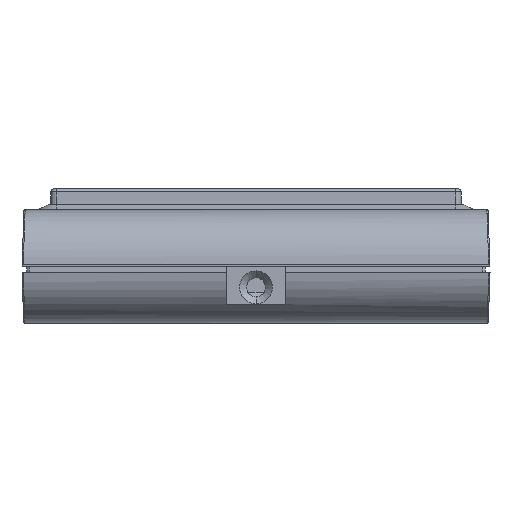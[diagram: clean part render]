
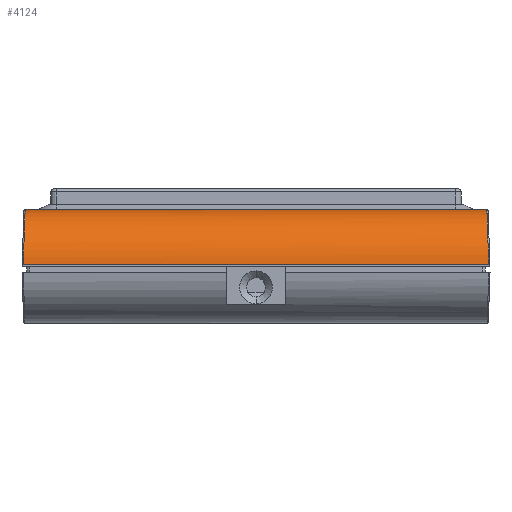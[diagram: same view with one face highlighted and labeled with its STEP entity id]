
A CAD part, front view. The second image highlights one B-rep face of the part: STEP entity #4124.
In plain terms, the highlighted cylindrical face has radius 9.5 mm (diameter 19 mm), a partial arc.
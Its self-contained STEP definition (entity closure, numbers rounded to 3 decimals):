
#133 = ORIENTED_EDGE ( 'NONE', *, *, #5470, .F. ) ;
#1086 =( BOUNDED_CURVE ( )  B_SPLINE_CURVE ( 3, ( #3411, #32567, #10171, #38681 ),
 .UNSPECIFIED., .F., .F. ) 
 B_SPLINE_CURVE_WITH_KNOTS ( ( 4, 4 ),
 ( 1.606, 3.142 ),
 .UNSPECIFIED. ) 
 CURVE ( )  GEOMETRIC_REPRESENTATION_ITEM ( )  RATIONAL_B_SPLINE_CURVE ( ( 1., 0.813, 0.813, 1. ) ) 
 REPRESENTATION_ITEM ( '' )  );
#1969 = CARTESIAN_POINT ( 'NONE',  ( -38.918, -51.744, -9.5 ) ) ;
#3316 = VERTEX_POINT ( 'NONE', #31500 ) ;
#3411 = CARTESIAN_POINT ( 'NONE',  ( -39.039, -61.238, -0.332 ) ) ;
#4124 = ADVANCED_FACE ( 'NONE', ( #33027 ), #7263, .T. ) ;
#4653 = EDGE_LOOP ( 'NONE', ( #12632, #19917, #133, #23875 ) ) ;
#5311 = CARTESIAN_POINT ( 'NONE',  ( 39.039, -61.238, -0.332 ) ) ;
#5470 = EDGE_CURVE ( 'NONE', #9641, #26350, #30921, .T. ) ;
#6152 = CARTESIAN_POINT ( 'NONE',  ( 38.854, -61.05, -5.74 ) ) ;
#7263 = CYLINDRICAL_SURFACE ( 'NONE', #19370, 9.5 ) ;
#9641 = VERTEX_POINT ( 'NONE', #10832 ) ;
#10171 = CARTESIAN_POINT ( 'NONE',  ( -38.725, -57.156, -9.5 ) ) ;
#10832 = CARTESIAN_POINT ( 'NONE',  ( 38.725, -51.744, -9.5 ) ) ;
#12632 = ORIENTED_EDGE ( 'NONE', *, *, #14403, .F. ) ;
#13717 = VERTEX_POINT ( 'NONE', #37303 ) ;
#14403 = EDGE_CURVE ( 'NONE', #13717, #3316, #41605, .T. ) ;
#14556 = VECTOR ( 'NONE', #14888, 1000. ) ;
#14888 = DIRECTION ( 'NONE',  ( -1., 0., 0. ) ) ;
#15649 = CARTESIAN_POINT ( 'NONE',  ( 38.918, -61.238, -0.332 ) ) ;
#18171 = CARTESIAN_POINT ( 'NONE',  ( -38.725, -51.744, -9.5 ) ) ;
#18458 =( BOUNDED_CURVE ( )  B_SPLINE_CURVE ( 3, ( #22235, #24971, #6152, #5311 ),
 .UNSPECIFIED., .F., .F. ) 
 B_SPLINE_CURVE_WITH_KNOTS ( ( 4, 4 ),
 ( 0., 1.536 ),
 .UNSPECIFIED. ) 
 CURVE ( )  GEOMETRIC_REPRESENTATION_ITEM ( )  RATIONAL_B_SPLINE_CURVE ( ( 1., 0.813, 0.813, 1. ) ) 
 REPRESENTATION_ITEM ( '' )  );
#19370 = AXIS2_PLACEMENT_3D ( 'NONE', #19735, #39134, #20159 ) ;
#19735 = CARTESIAN_POINT ( 'NONE',  ( 39.25, -51.744, 0. ) ) ;
#19917 = ORIENTED_EDGE ( 'NONE', *, *, #41139, .T. ) ;
#20159 = DIRECTION ( 'NONE',  ( 0., -1., 0. ) ) ;
#22235 = CARTESIAN_POINT ( 'NONE',  ( 38.725, -51.744, -9.5 ) ) ;
#23875 = ORIENTED_EDGE ( 'NONE', *, *, #24390, .T. ) ;
#24390 = EDGE_CURVE ( 'NONE', #9641, #3316, #18458, .T. ) ;
#24960 = VECTOR ( 'NONE', #31895, 1000. ) ;
#24971 = CARTESIAN_POINT ( 'NONE',  ( 38.725, -57.156, -9.5 ) ) ;
#26350 = VERTEX_POINT ( 'NONE', #18171 ) ;
#30921 = LINE ( 'NONE', #1969, #14556 ) ;
#31500 = CARTESIAN_POINT ( 'NONE',  ( 39.039, -61.238, -0.332 ) ) ;
#31895 = DIRECTION ( 'NONE',  ( 1., 0., 0. ) ) ;
#32567 = CARTESIAN_POINT ( 'NONE',  ( -38.854, -61.05, -5.74 ) ) ;
#33027 = FACE_OUTER_BOUND ( 'NONE', #4653, .T. ) ;
#37303 = CARTESIAN_POINT ( 'NONE',  ( -39.039, -61.238, -0.332 ) ) ;
#38681 = CARTESIAN_POINT ( 'NONE',  ( -38.725, -51.744, -9.5 ) ) ;
#39134 = DIRECTION ( 'NONE',  ( -1., 0., 0. ) ) ;
#41139 = EDGE_CURVE ( 'NONE', #13717, #26350, #1086, .T. ) ;
#41605 = LINE ( 'NONE', #15649, #24960 ) ;
